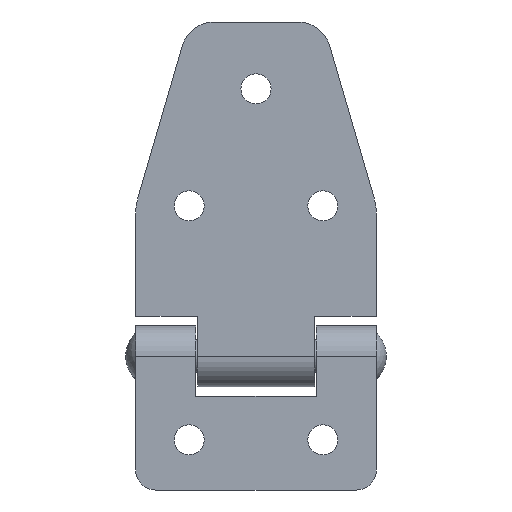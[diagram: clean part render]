
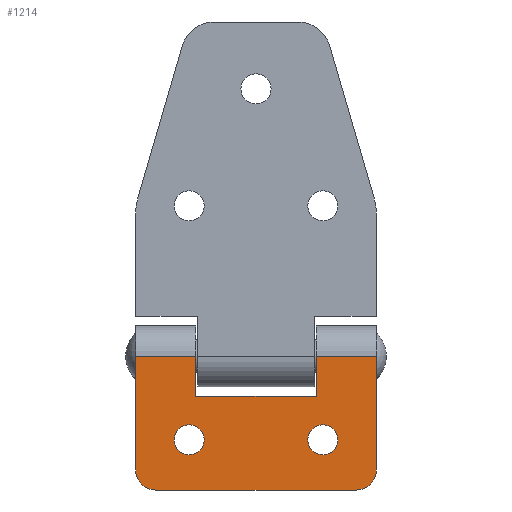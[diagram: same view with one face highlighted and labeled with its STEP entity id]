
A CAD part, front view. The second image highlights one B-rep face of the part: STEP entity #1214.
In plain terms, the highlighted planar face has unit normal (0, -1, 0).
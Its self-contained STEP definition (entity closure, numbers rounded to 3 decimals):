
#449 = VECTOR ( 'NONE', #502, 1000. ) ;
#450 = CARTESIAN_POINT ( 'NONE',  ( 36., -9.1, -40. ) ) ;
#451 = LINE ( 'NONE', #450, #449 ) ;
#452 = DIRECTION ( 'NONE',  ( 0., 0., 1. ) ) ;
#453 = DIRECTION ( 'NONE',  ( 0., 1., 0. ) ) ;
#454 = CARTESIAN_POINT ( 'NONE',  ( -20., -9.1, -25. ) ) ;
#455 = AXIS2_PLACEMENT_3D ( 'NONE', #454, #453, #452 ) ;
#456 = CIRCLE ( 'NONE', #455, 4.5 ) ;
#457 = DIRECTION ( 'NONE',  ( 0., 0., 1. ) ) ;
#458 = DIRECTION ( 'NONE',  ( 0., 1., 0. ) ) ;
#459 = CARTESIAN_POINT ( 'NONE',  ( 20., -9.1, -25. ) ) ;
#460 = AXIS2_PLACEMENT_3D ( 'NONE', #459, #458, #457 ) ;
#464 = CIRCLE ( 'NONE', #460, 4.5 ) ;
#500 = CARTESIAN_POINT ( 'NONE',  ( -30., -9.1, -40. ) ) ;
#501 = CARTESIAN_POINT ( 'NONE',  ( 30., -9.1, -40. ) ) ;
#502 = DIRECTION ( 'NONE',  ( -1., 0., 0. ) ) ;
#895 = VERTEX_POINT ( 'NONE', #1899 ) ;
#919 = VERTEX_POINT ( 'NONE', #1881 ) ;
#953 = EDGE_CURVE ( 'NONE', #1392, #954, #2009, .T. ) ;
#954 = VERTEX_POINT ( 'NONE', #2005 ) ;
#955 = ORIENTED_EDGE ( 'NONE', *, *, #956, .F. ) ;
#956 = EDGE_CURVE ( 'NONE', #895, #954, #2004, .T. ) ;
#957 = ORIENTED_EDGE ( 'NONE', *, *, #1161, .T. ) ;
#958 = ORIENTED_EDGE ( 'NONE', *, *, #959, .T. ) ;
#959 = EDGE_CURVE ( 'NONE', #1159, #960, #2000, .T. ) ;
#960 = VERTEX_POINT ( 'NONE', #1996 ) ;
#961 = ORIENTED_EDGE ( 'NONE', *, *, #962, .T. ) ;
#962 = EDGE_CURVE ( 'NONE', #960, #963, #1995, .T. ) ;
#963 = VERTEX_POINT ( 'NONE', #1991 ) ;
#964 = ORIENTED_EDGE ( 'NONE', *, *, #965, .T. ) ;
#965 = EDGE_CURVE ( 'NONE', #963, #919, #1990, .T. ) ;
#1134 = EDGE_CURVE ( 'NONE', #1135, #1136, #2347, .T. ) ;
#1135 = VERTEX_POINT ( 'NONE', #2338 ) ;
#1136 = VERTEX_POINT ( 'NONE', #2290 ) ;
#1148 = EDGE_CURVE ( 'NONE', #1149, #1150, #2283, .T. ) ;
#1149 = VERTEX_POINT ( 'NONE', #2279 ) ;
#1150 = VERTEX_POINT ( 'NONE', #2278 ) ;
#1159 = VERTEX_POINT ( 'NONE', #2266 ) ;
#1161 = EDGE_CURVE ( 'NONE', #895, #1159, #2265, .T. ) ;
#1185 = EDGE_LOOP ( 'NONE', ( #1186, #1384 ) ) ;
#1186 = ORIENTED_EDGE ( 'NONE', *, *, #1383, .T. ) ;
#1187 = ORIENTED_EDGE ( 'NONE', *, *, #1244, .T. ) ;
#1188 = ORIENTED_EDGE ( 'NONE', *, *, #1189, .T. ) ;
#1189 = EDGE_CURVE ( 'NONE', #1202, #1190, #2307, .T. ) ;
#1190 = VERTEX_POINT ( 'NONE', #2299 ) ;
#1191 = ORIENTED_EDGE ( 'NONE', *, *, #1192, .T. ) ;
#1192 = EDGE_CURVE ( 'NONE', #1190, #1393, #2298, .T. ) ;
#1199 = ORIENTED_EDGE ( 'NONE', *, *, #953, .T. ) ;
#1202 = VERTEX_POINT ( 'NONE', #2436 ) ;
#1214 = ADVANCED_FACE ( 'NONE', ( #2378, #2377, #2376 ), #2375, .F. ) ;
#1244 = EDGE_CURVE ( 'NONE', #919, #1202, #2365, .T. ) ;
#1383 = EDGE_CURVE ( 'NONE', #1136, #1135, #464, .T. ) ;
#1384 = ORIENTED_EDGE ( 'NONE', *, *, #1134, .T. ) ;
#1385 = EDGE_LOOP ( 'NONE', ( #1386, #1388 ) ) ;
#1386 = ORIENTED_EDGE ( 'NONE', *, *, #1387, .T. ) ;
#1387 = EDGE_CURVE ( 'NONE', #1150, #1149, #456, .T. ) ;
#1388 = ORIENTED_EDGE ( 'NONE', *, *, #1148, .T. ) ;
#1389 = EDGE_LOOP ( 'NONE', ( #1390, #1199, #955, #957, #958, #961, #964, #1187, #1188, #1191 ) ) ;
#1390 = ORIENTED_EDGE ( 'NONE', *, *, #1391, .F. ) ;
#1391 = EDGE_CURVE ( 'NONE', #1392, #1393, #451, .T. ) ;
#1392 = VERTEX_POINT ( 'NONE', #501 ) ;
#1393 = VERTEX_POINT ( 'NONE', #500 ) ;
#1881 = CARTESIAN_POINT ( 'NONE',  ( -18., -9.1, 0. ) ) ;
#1899 = CARTESIAN_POINT ( 'NONE',  ( 36., -9.1, 0. ) ) ;
#1987 = DIRECTION ( 'NONE',  ( 0., 0., 1. ) ) ;
#1988 = VECTOR ( 'NONE', #1987, 1000. ) ;
#1989 = CARTESIAN_POINT ( 'NONE',  ( -18., -9.1, -12. ) ) ;
#1990 = LINE ( 'NONE', #1989, #1988 ) ;
#1991 = CARTESIAN_POINT ( 'NONE',  ( -18., -9.1, -12. ) ) ;
#1992 = DIRECTION ( 'NONE',  ( -1., 0., 0. ) ) ;
#1993 = VECTOR ( 'NONE', #1992, 1000. ) ;
#1994 = CARTESIAN_POINT ( 'NONE',  ( -18., -9.1, -12. ) ) ;
#1995 = LINE ( 'NONE', #1994, #1993 ) ;
#1996 = CARTESIAN_POINT ( 'NONE',  ( 18., -9.1, -12. ) ) ;
#1997 = DIRECTION ( 'NONE',  ( 0., 0., -1. ) ) ;
#1998 = VECTOR ( 'NONE', #1997, 1000. ) ;
#1999 = CARTESIAN_POINT ( 'NONE',  ( 18., -9.1, -12. ) ) ;
#2000 = LINE ( 'NONE', #1999, #1998 ) ;
#2001 = DIRECTION ( 'NONE',  ( 0., 0., -1. ) ) ;
#2002 = VECTOR ( 'NONE', #2001, 1000. ) ;
#2003 = CARTESIAN_POINT ( 'NONE',  ( 36., -9.1, 0. ) ) ;
#2004 = LINE ( 'NONE', #2003, #2002 ) ;
#2005 = CARTESIAN_POINT ( 'NONE',  ( 36., -9.1, -34. ) ) ;
#2006 = DIRECTION ( 'NONE',  ( 0., 0., 1. ) ) ;
#2007 = DIRECTION ( 'NONE',  ( 0., -1., 0. ) ) ;
#2008 = AXIS2_PLACEMENT_3D ( 'NONE', #2079, #2007, #2006 ) ;
#2009 = CIRCLE ( 'NONE', #2008, 6. ) ;
#2079 = CARTESIAN_POINT ( 'NONE',  ( 30., -9.1, -34. ) ) ;
#2262 = DIRECTION ( 'NONE',  ( -1., 0., 0. ) ) ;
#2263 = VECTOR ( 'NONE', #2262, 1000. ) ;
#2264 = CARTESIAN_POINT ( 'NONE',  ( 36., -9.1, 0. ) ) ;
#2265 = LINE ( 'NONE', #2264, #2263 ) ;
#2266 = CARTESIAN_POINT ( 'NONE',  ( 18., -9.1, 0. ) ) ;
#2278 = CARTESIAN_POINT ( 'NONE',  ( -20., -9.1, -20.5 ) ) ;
#2279 = CARTESIAN_POINT ( 'NONE',  ( -20., -9.1, -29.5 ) ) ;
#2280 = DIRECTION ( 'NONE',  ( 0., 0., 1. ) ) ;
#2281 = DIRECTION ( 'NONE',  ( 0., 1., 0. ) ) ;
#2282 = AXIS2_PLACEMENT_3D ( 'NONE', #2289, #2281, #2280 ) ;
#2283 = CIRCLE ( 'NONE', #2282, 4.5 ) ;
#2289 = CARTESIAN_POINT ( 'NONE',  ( -20., -9.1, -25. ) ) ;
#2290 = CARTESIAN_POINT ( 'NONE',  ( 20., -9.1, -20.5 ) ) ;
#2294 = DIRECTION ( 'NONE',  ( 0., 0., 1. ) ) ;
#2295 = DIRECTION ( 'NONE',  ( 0., -1., 0. ) ) ;
#2296 = CARTESIAN_POINT ( 'NONE',  ( -30., -9.1, -34. ) ) ;
#2297 = AXIS2_PLACEMENT_3D ( 'NONE', #2296, #2295, #2294 ) ;
#2298 = CIRCLE ( 'NONE', #2297, 6. ) ;
#2299 = CARTESIAN_POINT ( 'NONE',  ( -36., -9.1, -34. ) ) ;
#2300 = DIRECTION ( 'NONE',  ( 0., 0., -1. ) ) ;
#2301 = VECTOR ( 'NONE', #2300, 1000. ) ;
#2302 = CARTESIAN_POINT ( 'NONE',  ( -36., -9.1, 0. ) ) ;
#2307 = LINE ( 'NONE', #2302, #2301 ) ;
#2338 = CARTESIAN_POINT ( 'NONE',  ( 20., -9.1, -29.5 ) ) ;
#2339 = DIRECTION ( 'NONE',  ( 0., 0., 1. ) ) ;
#2340 = DIRECTION ( 'NONE',  ( 0., 1., 0. ) ) ;
#2341 = CARTESIAN_POINT ( 'NONE',  ( 20., -9.1, -25. ) ) ;
#2342 = AXIS2_PLACEMENT_3D ( 'NONE', #2341, #2340, #2339 ) ;
#2347 = CIRCLE ( 'NONE', #2342, 4.5 ) ;
#2362 = DIRECTION ( 'NONE',  ( -1., 0., 0. ) ) ;
#2363 = VECTOR ( 'NONE', #2362, 1000. ) ;
#2364 = CARTESIAN_POINT ( 'NONE',  ( 36., -9.1, 0. ) ) ;
#2365 = LINE ( 'NONE', #2364, #2363 ) ;
#2371 = DIRECTION ( 'NONE',  ( 0., 0., 1. ) ) ;
#2372 = DIRECTION ( 'NONE',  ( 0., 1., 0. ) ) ;
#2373 = CARTESIAN_POINT ( 'NONE',  ( 36., -9.1, 0. ) ) ;
#2374 = AXIS2_PLACEMENT_3D ( 'NONE', #2373, #2372, #2371 ) ;
#2375 = PLANE ( 'NONE',  #2374 ) ;
#2376 = FACE_OUTER_BOUND ( 'NONE', #1389, .T. ) ;
#2377 = FACE_BOUND ( 'NONE', #1385, .T. ) ;
#2378 = FACE_BOUND ( 'NONE', #1185, .T. ) ;
#2436 = CARTESIAN_POINT ( 'NONE',  ( -36., -9.1, 0. ) ) ;
